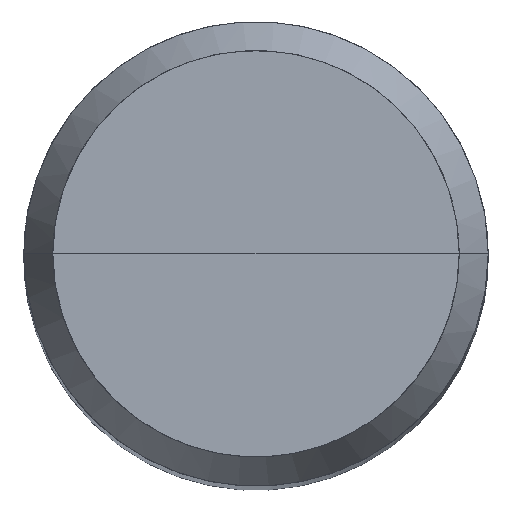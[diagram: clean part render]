
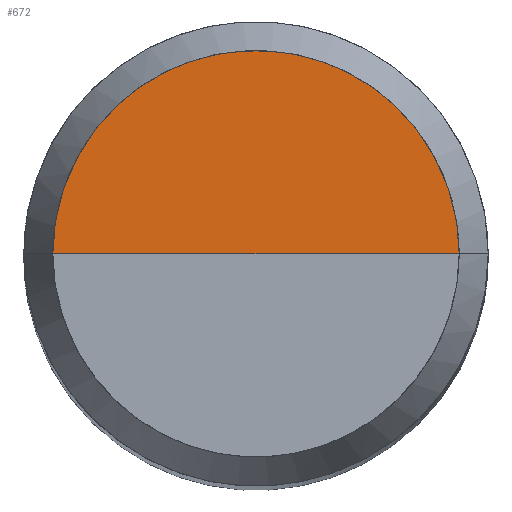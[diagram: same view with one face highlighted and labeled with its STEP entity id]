
A CAD part, top view. The second image highlights one B-rep face of the part: STEP entity #672.
In plain terms, the highlighted free-form (B-spline) face has degree [1, 2] with [2, 5] control points.
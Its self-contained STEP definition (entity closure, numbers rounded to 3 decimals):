
#246=CARTESIAN_POINT('',(3.5,0.0,45.0));
#247=CARTESIAN_POINT('',(3.5,3.5,45.0));
#248=CARTESIAN_POINT('',(0.0,3.5,45.0));
#249=CARTESIAN_POINT('',(-3.5,3.5,45.0));
#250=CARTESIAN_POINT('',(-3.5,0.0,45.0));
#251=CARTESIAN_POINT('',(0.0,0.0,45.0));
#657=(
BOUNDED_SURFACE()
B_SPLINE_SURFACE(1,2,(
(#246,#247,#248,#249,#250),
(#251,#251,#251,#251,#251)
), .UNSPECIFIED.,.F.,.F.,.F.)
B_SPLINE_SURFACE_WITH_KNOTS((2,2),(3,2,3),(
0.0,1.0),(
0.0,0.5,1.0), .UNSPECIFIED.)
GEOMETRIC_REPRESENTATION_ITEM()
RATIONAL_B_SPLINE_SURFACE(((1.0,0.707,1.0,0.707,1.0),
(1.0,0.707,1.0,0.707,1.0)
))
REPRESENTATION_ITEM('')
SURFACE()
);
#658=(
BOUNDED_CURVE()
B_SPLINE_CURVE(2,(#250,#249,#248,#247,#246),.UNSPECIFIED.,.F.,.F.)
B_SPLINE_CURVE_WITH_KNOTS((3,2,3),
(0.0,0.5,1.0),.UNSPECIFIED.)
CURVE()
GEOMETRIC_REPRESENTATION_ITEM()
RATIONAL_B_SPLINE_CURVE((1.0,0.707,1.0,0.707,1.0))
REPRESENTATION_ITEM('')
);
#659=(
BOUNDED_CURVE()
B_SPLINE_CURVE(1,(#246,#251),.UNSPECIFIED.,.F.,.F.)
B_SPLINE_CURVE_WITH_KNOTS((2,2),
(0.0,1.0),.UNSPECIFIED.)
CURVE()
GEOMETRIC_REPRESENTATION_ITEM()
RATIONAL_B_SPLINE_CURVE((1.0,1.0))
REPRESENTATION_ITEM('')
);
#660=(
BOUNDED_CURVE()
B_SPLINE_CURVE(1,(#251,#250),.UNSPECIFIED.,.F.,.F.)
B_SPLINE_CURVE_WITH_KNOTS((2,2),
(0.0,1.0),.UNSPECIFIED.)
CURVE()
GEOMETRIC_REPRESENTATION_ITEM()
RATIONAL_B_SPLINE_CURVE((1.0,1.0))
REPRESENTATION_ITEM('')
);
#661=VERTEX_POINT('',#246);
#662=VERTEX_POINT('',#250);
#663=VERTEX_POINT('',#251);
#664=EDGE_CURVE('',#662,#661,#658,.T.);
#665=EDGE_CURVE('',#661,#663,#659,.T.);
#666=EDGE_CURVE('',#663,#662,#660,.T.);
#667=ORIENTED_EDGE('',*,*,#664,.T.);
#668=ORIENTED_EDGE('',*,*,#665,.T.);
#669=ORIENTED_EDGE('',*,*,#666,.T.);
#670=EDGE_LOOP('',(#667,#668,#669));
#671=FACE_OUTER_BOUND('',#670,.T.);
#672=ADVANCED_FACE('',(#671),#657,.T.);
